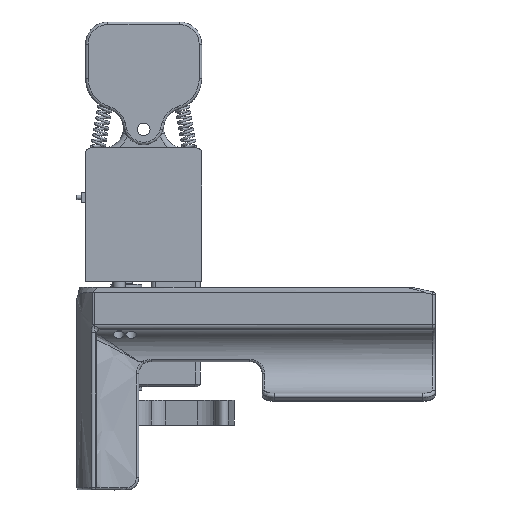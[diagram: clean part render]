
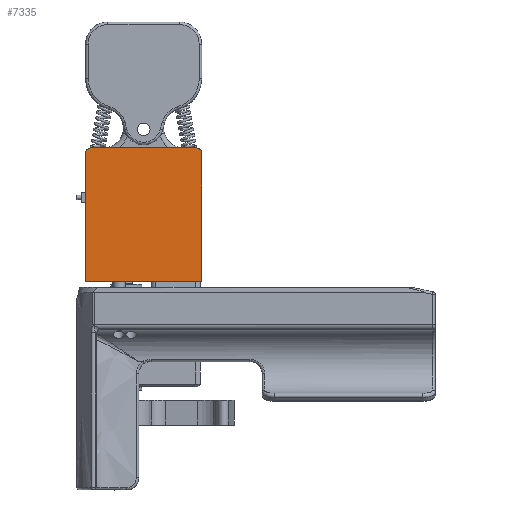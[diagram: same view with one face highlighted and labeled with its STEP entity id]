
A CAD part, front view. The second image highlights one B-rep face of the part: STEP entity #7335.
In plain terms, the highlighted planar face has unit normal (0, -1, 0).
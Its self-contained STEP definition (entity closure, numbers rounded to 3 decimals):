
#425=PLANE('',#7996);
#720=FACE_OUTER_BOUND('',#1185,.T.);
#1185=EDGE_LOOP('',(#6196,#6197,#6198,#6199,#6200,#6201));
#1684=LINE('',#20156,#2169);
#1693=LINE('',#20192,#2178);
#1694=LINE('',#20194,#2179);
#1695=LINE('',#20196,#2180);
#2169=VECTOR('',#9434,10.);
#2178=VECTOR('',#9473,10.);
#2179=VECTOR('',#9474,10.);
#2180=VECTOR('',#9475,10.);
#2535=CIRCLE('',#7995,2.);
#2536=CIRCLE('',#7997,2.);
#3439=VERTEX_POINT('',#20152);
#3441=VERTEX_POINT('',#20155);
#3452=VERTEX_POINT('',#20187);
#3453=VERTEX_POINT('',#20191);
#3454=VERTEX_POINT('',#20193);
#3455=VERTEX_POINT('',#20195);
#4386=EDGE_CURVE('',#3439,#3441,#1684,.T.);
#4404=EDGE_CURVE('',#3452,#3439,#2535,.T.);
#4405=EDGE_CURVE('',#3453,#3452,#1693,.T.);
#4406=EDGE_CURVE('',#3454,#3453,#1694,.T.);
#4407=EDGE_CURVE('',#3454,#3455,#1695,.T.);
#4408=EDGE_CURVE('',#3441,#3455,#2536,.T.);
#6196=ORIENTED_EDGE('',*,*,#4404,.F.);
#6197=ORIENTED_EDGE('',*,*,#4405,.F.);
#6198=ORIENTED_EDGE('',*,*,#4406,.F.);
#6199=ORIENTED_EDGE('',*,*,#4407,.T.);
#6200=ORIENTED_EDGE('',*,*,#4408,.F.);
#6201=ORIENTED_EDGE('',*,*,#4386,.F.);
#7335=ADVANCED_FACE('',(#720),#425,.T.);
#7995=AXIS2_PLACEMENT_3D('',#20189,#9469,#9470);
#7996=AXIS2_PLACEMENT_3D('',#20190,#9471,#9472);
#7997=AXIS2_PLACEMENT_3D('',#20197,#9476,#9477);
#9434=DIRECTION('',(1.,0.,0.));
#9469=DIRECTION('center_axis',(0.,1.,0.));
#9470=DIRECTION('ref_axis',(-0.707,0.,0.707));
#9471=DIRECTION('center_axis',(0.,-1.,0.));
#9472=DIRECTION('ref_axis',(1.,0.,0.));
#9473=DIRECTION('',(0.,0.,1.));
#9474=DIRECTION('',(-1.,0.,0.));
#9475=DIRECTION('',(0.,0.,1.));
#9476=DIRECTION('center_axis',(0.,1.,0.));
#9477=DIRECTION('ref_axis',(0.707,0.,0.707));
#20152=CARTESIAN_POINT('',(-185.503,-3.581,150.469));
#20155=CARTESIAN_POINT('',(-142.503,-3.581,150.469));
#20156=CARTESIAN_POINT('',(-187.503,-3.581,150.469));
#20187=CARTESIAN_POINT('',(-187.503,-3.581,148.469));
#20189=CARTESIAN_POINT('Origin',(-185.503,-3.581,148.469));
#20190=CARTESIAN_POINT('Origin',(-187.503,-3.581,142.469));
#20191=CARTESIAN_POINT('',(-187.503,-3.581,96.469));
#20192=CARTESIAN_POINT('',(-187.503,-3.581,142.469));
#20193=CARTESIAN_POINT('',(-140.503,-3.581,96.469));
#20194=CARTESIAN_POINT('',(-187.503,-3.581,96.469));
#20195=CARTESIAN_POINT('',(-140.503,-3.581,148.469));
#20196=CARTESIAN_POINT('',(-140.503,-3.581,142.469));
#20197=CARTESIAN_POINT('Origin',(-142.503,-3.581,148.469));
